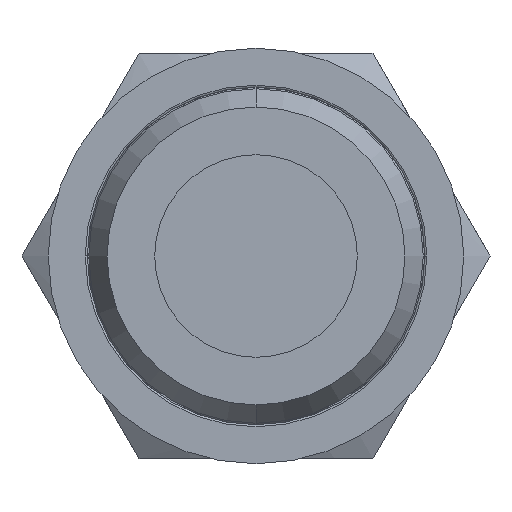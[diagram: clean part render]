
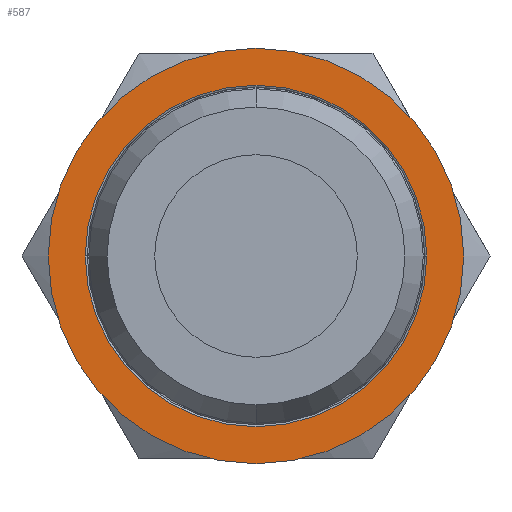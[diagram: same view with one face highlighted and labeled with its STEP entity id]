
A CAD part, front view. The second image highlights one B-rep face of the part: STEP entity #587.
In plain terms, the highlighted planar face has unit normal (0, -1, 0).
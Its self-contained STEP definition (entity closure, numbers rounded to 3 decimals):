
#90 = CARTESIAN_POINT ( 'NONE',  ( 0., 10.5, 0. ) ) ;
#91 = DIRECTION ( 'NONE',  ( 0., 1., 0. ) ) ;
#92 = DIRECTION ( 'NONE',  ( 1., 0., 0. ) ) ;
#135 = CARTESIAN_POINT ( 'NONE',  ( 0., 10.5, 0. ) ) ;
#136 = DIRECTION ( 'NONE',  ( 0., -1., 0. ) ) ;
#137 = DIRECTION ( 'NONE',  ( 1., 0., 0. ) ) ;
#204 = CARTESIAN_POINT ( 'NONE',  ( 0., 10.5, 0. ) ) ;
#205 = DIRECTION ( 'NONE',  ( 0., 1., 0. ) ) ;
#206 = DIRECTION ( 'NONE',  ( 1., 0., 0. ) ) ;
#207 = CARTESIAN_POINT ( 'NONE',  ( 0., 10.5, 0. ) ) ;
#208 = DIRECTION ( 'NONE',  ( 0., -1., 0. ) ) ;
#209 = DIRECTION ( 'NONE',  ( 1., 0., 0. ) ) ;
#333 = CIRCLE ( 'NONE', #758, 20.5 ) ;
#377 = CIRCLE ( 'NONE', #772, 16.85 ) ;
#378 = CIRCLE ( 'NONE', #773, 20.5 ) ;
#566 = CIRCLE ( 'NONE', #744, 16.85 ) ;
#587 = ADVANCED_FACE ( 'NONE', ( #1771, #1775 ), #2650, .T. ) ;
#744 = AXIS2_PLACEMENT_3D ( 'NONE', #90, #91, #92 ) ;
#758 = AXIS2_PLACEMENT_3D ( 'NONE', #135, #136, #137 ) ;
#772 = AXIS2_PLACEMENT_3D ( 'NONE', #204, #205, #206 ) ;
#773 = AXIS2_PLACEMENT_3D ( 'NONE', #207, #208, #209 ) ;
#1697 = EDGE_CURVE ( 'NONE', #4155, #4157, #566, .T. ) ;
#1711 = EDGE_CURVE ( 'NONE', #4171, #4173, #333, .T. ) ;
#1740 = EDGE_CURVE ( 'NONE', #4157, #4155, #377, .T. ) ;
#1741 = EDGE_CURVE ( 'NONE', #4173, #4171, #378, .T. ) ;
#1771 = FACE_BOUND ( 'NONE', #3440, .T. ) ;
#1775 = FACE_OUTER_BOUND ( 'NONE', #3442, .T. ) ;
#2650 = PLANE ( 'NONE',  #2861 ) ;
#2657 = CARTESIAN_POINT ( 'NONE',  ( 0., 10.5, 0. ) ) ;
#2658 = DIRECTION ( 'NONE',  ( 0., -1., 0. ) ) ;
#2659 = DIRECTION ( 'NONE',  ( 1., 0., 0. ) ) ;
#2861 = AXIS2_PLACEMENT_3D ( 'NONE', #2657, #2658, #2659 ) ;
#3331 = CARTESIAN_POINT ( 'NONE',  ( -16.85, 10.5, 0. ) ) ;
#3339 = CARTESIAN_POINT ( 'NONE',  ( 16.85, 10.5, 0. ) ) ;
#3352 = CARTESIAN_POINT ( 'NONE',  ( 20.5, 10.5, 0. ) ) ;
#3354 = CARTESIAN_POINT ( 'NONE',  ( -20.5, 10.5, 0. ) ) ;
#3440 = EDGE_LOOP ( 'NONE', ( #4140, #4139 ) ) ;
#3442 = EDGE_LOOP ( 'NONE', ( #4138, #4137 ) ) ;
#4137 = ORIENTED_EDGE ( 'NONE', *, *, #1711, .T. ) ;
#4138 = ORIENTED_EDGE ( 'NONE', *, *, #1741, .T. ) ;
#4139 = ORIENTED_EDGE ( 'NONE', *, *, #1697, .T. ) ;
#4140 = ORIENTED_EDGE ( 'NONE', *, *, #1740, .T. ) ;
#4155 = VERTEX_POINT ( 'NONE', #3331 ) ;
#4157 = VERTEX_POINT ( 'NONE', #3339 ) ;
#4171 = VERTEX_POINT ( 'NONE', #3352 ) ;
#4173 = VERTEX_POINT ( 'NONE', #3354 ) ;
